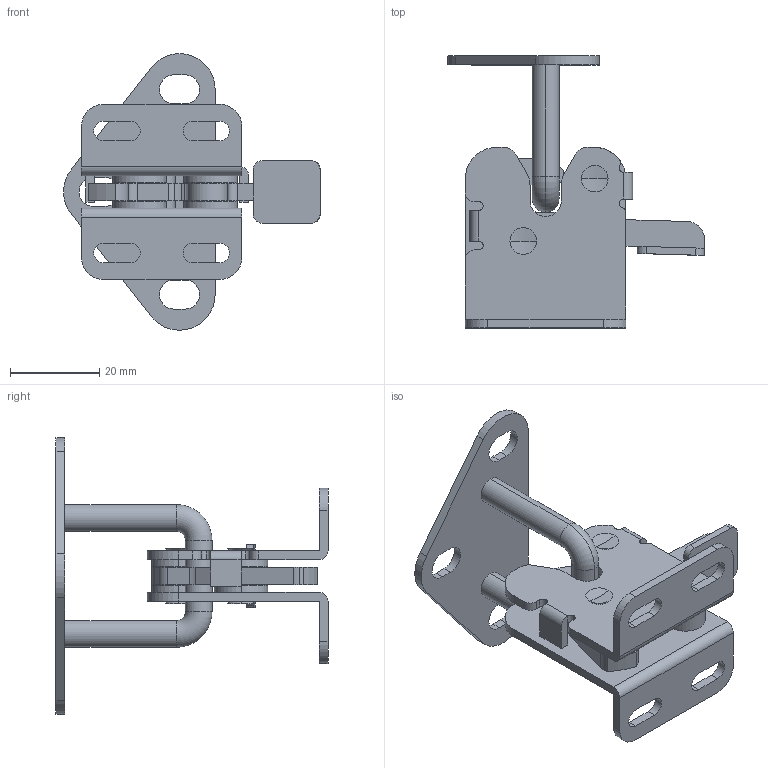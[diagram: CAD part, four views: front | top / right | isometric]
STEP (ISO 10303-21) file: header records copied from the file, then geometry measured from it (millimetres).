
FILE_DESCRIPTION (( 'STEP AP203' ), '1' );
FILE_NAME ('C-451-1.STEP', '2012-03-09T06:42:11', ( '' ), ( '' ), 'SwSTEP 2.0', 'SolidWorks 2011', '' );
FILE_SCHEMA (( 'CONFIG_CONTROL_DESIGN' ));
Length unit declared in the file: millimetre
Products named in the file (8): C-451-1; C-451-1_取付板; C-451-1_スペーサー; C-451-1_シャフト; C-451-1_レバー; C-451-1_カム; C-451-1_僽儔働僢僩2; C-451-1_僽儔働僢僩1
Assembly tree (11 placements, depth 2):
  C-451-1
    C-451-1_取付板
    C-451-1_スペーサー  x4
    C-451-1_シャフト  x2
    C-451-1_レバー
    C-451-1_カム
    C-451-1_僽儔働僢僩2
    C-451-1_僽儔働僢僩1
Bounding box: 57.62 x 61 x 61.97 mm (x, y, z)
Volume: 16466.1 mm3; surface area: 17362.3 mm2
Topology: 11 solids, 11 shells, 261 faces, 675 edges, 440 vertices
Faces by surface type: cylinder 138, plane 103, cone 8, sphere 8, torus 4
Entity records: 8209 total; most frequent: DIRECTION 1343, CARTESIAN_POINT 1248, ORIENTED_EDGE 1218, EDGE_CURVE 609, AXIS2_PLACEMENT_3D 493, VERTEX_POINT 398, LINE 357, VECTOR 357
